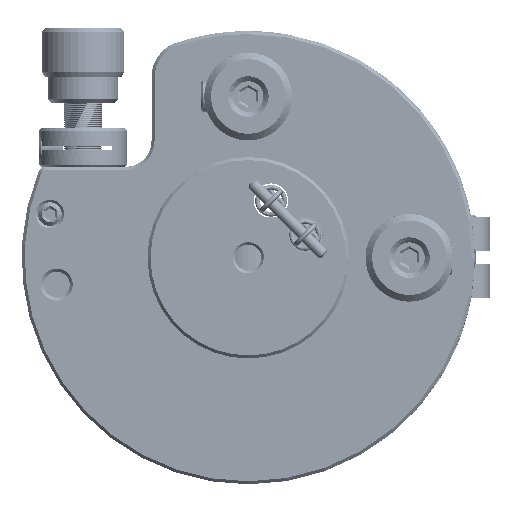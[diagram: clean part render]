
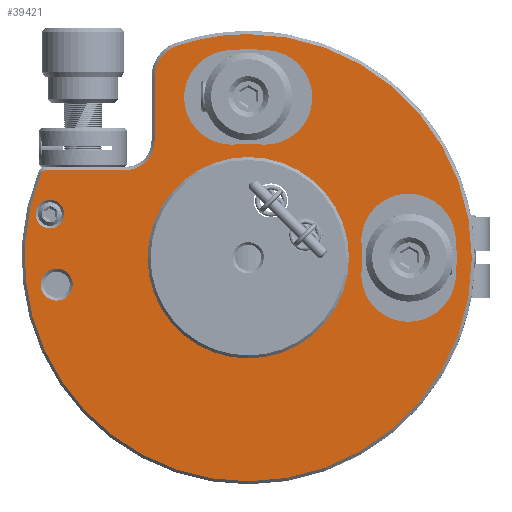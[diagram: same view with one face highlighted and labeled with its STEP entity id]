
A CAD part, front view. The second image highlights one B-rep face of the part: STEP entity #39421.
In plain terms, the highlighted planar face has unit normal (0, -1, 0).
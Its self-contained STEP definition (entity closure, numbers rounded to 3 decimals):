
#33694=CARTESIAN_POINT('',(0.,-25.4,0.));
#33695=DIRECTION('',(0.,1.,0.));
#33696=DIRECTION('',(0.,0.,-1.));
#33697=AXIS2_PLACEMENT_3D('',#33694,#33695,#33696);
#33699=CARTESIAN_POINT('',(0.,-25.4,0.));
#33700=DIRECTION('',(0.,1.,0.));
#33701=DIRECTION('',(0.,0.,1.));
#33702=AXIS2_PLACEMENT_3D('',#33699,#33700,#33701);
#33704=CARTESIAN_POINT('',(-24.147,-25.4,-3.394));
#33705=DIRECTION('',(0.,1.,0.));
#33706=DIRECTION('',(0.,0.,-1.));
#33707=AXIS2_PLACEMENT_3D('',#33704,#33705,#33706);
#33709=CARTESIAN_POINT('',(-24.147,-25.4,-3.394));
#33710=DIRECTION('',(0.,1.,0.));
#33711=DIRECTION('',(0.,0.,1.));
#33712=AXIS2_PLACEMENT_3D('',#33709,#33710,#33711);
#33714=CARTESIAN_POINT('',(20.209,-25.4,2.124));
#33715=DIRECTION('',(0.,-1.,0.));
#33716=DIRECTION('',(0.995,0.,0.105));
#33717=AXIS2_PLACEMENT_3D('',#33714,#33715,#33716);
#33719=CARTESIAN_POINT('',(0.,-25.4,0.));
#33720=DIRECTION('',(0.,-1.,0.));
#33721=DIRECTION('',(0.995,0.,-0.105));
#33722=AXIS2_PLACEMENT_3D('',#33719,#33720,#33721);
#33724=CARTESIAN_POINT('',(20.209,-25.4,
-2.124));
#33725=DIRECTION('',(0.,1.,0.));
#33726=DIRECTION('',(0.,0.,-1.));
#33727=AXIS2_PLACEMENT_3D('',#33724,#33725,#33726);
#33729=CARTESIAN_POINT('',(20.209,-25.4,
-2.124));
#33730=DIRECTION('',(0.,1.,0.));
#33731=DIRECTION('',(0.995,0.,-0.105));
#33732=AXIS2_PLACEMENT_3D('',#33729,#33730,#33731);
#33734=CARTESIAN_POINT('',(0.,-25.4,0.));
#33735=DIRECTION('',(0.,1.,0.));
#33736=DIRECTION('',(0.995,0.,0.105));
#33737=AXIS2_PLACEMENT_3D('',#33734,#33735,#33736);
#33739=CARTESIAN_POINT('',(-2.124,-25.4,
20.209));
#33740=DIRECTION('',(0.,1.,0.));
#33741=DIRECTION('',(0.,0.,-1.));
#33742=AXIS2_PLACEMENT_3D('',#33739,#33740,#33741);
#33744=CARTESIAN_POINT('',(-2.124,-25.4,
20.209));
#33745=DIRECTION('',(0.,1.,0.));
#33746=DIRECTION('',(0.105,0.,-0.995));
#33747=AXIS2_PLACEMENT_3D('',#33744,#33745,#33746);
#33749=CARTESIAN_POINT('',(0.,-25.4,0.));
#33750=DIRECTION('',(0.,1.,0.));
#33751=DIRECTION('',(-0.105,0.,0.995));
#33752=AXIS2_PLACEMENT_3D('',#33749,#33750,#33751);
#33754=CARTESIAN_POINT('',(2.124,-25.4,
20.209));
#33755=DIRECTION('',(0.,1.,0.));
#33756=DIRECTION('',(0.,0.,-1.));
#33757=AXIS2_PLACEMENT_3D('',#33754,#33755,#33756);
#33759=CARTESIAN_POINT('',(2.124,-25.4,
20.209));
#33760=DIRECTION('',(0.,1.,0.));
#33761=DIRECTION('',(0.105,0.,0.995));
#33762=AXIS2_PLACEMENT_3D('',#33759,#33760,#33761);
#33764=CARTESIAN_POINT('',(0.,-25.4,0.));
#33765=DIRECTION('',(0.,-1.,0.));
#33766=DIRECTION('',(0.105,0.,0.995));
#33767=AXIS2_PLACEMENT_3D('',#33764,#33765,#33766);
#33769=CARTESIAN_POINT('',(0.,-25.4,0.));
#33770=DIRECTION('',(0.,-1.,0.));
#33771=DIRECTION('',(-0.926,0.,0.378));
#33772=AXIS2_PLACEMENT_3D('',#33769,#33770,#33771);
#33774=CARTESIAN_POINT('',(-25.516,-25.4,10.414));
#33775=DIRECTION('',(0.,-1.,0.));
#33776=DIRECTION('',(0.,0.,1.));
#33777=AXIS2_PLACEMENT_3D('',#33774,#33775,#33776);
#33779=CARTESIAN_POINT('',(-15.494,-25.4,14.732));
#33780=DIRECTION('',(0.,1.,0.));
#33781=DIRECTION('',(1.,0.,0.));
#33782=AXIS2_PLACEMENT_3D('',#33779,#33780,#33781);
#33784=CARTESIAN_POINT('',(-7.62,-25.4,22.761));
#33785=DIRECTION('',(0.,-1.,0.));
#33786=DIRECTION('',(-0.317,0.,0.948));
#33787=AXIS2_PLACEMENT_3D('',#33784,#33785,#33786);
#33789=CARTESIAN_POINT('',(0.,-25.4,0.));
#33790=DIRECTION('',(0.,-1.,0.));
#33791=DIRECTION('',(0.,0.,1.));
#33792=AXIS2_PLACEMENT_3D('',#33789,#33790,#33791);
#33794=CARTESIAN_POINT('',(0.,-25.4,0.));
#33795=DIRECTION('',(0.,-1.,0.));
#33796=DIRECTION('',(0.,0.,-1.));
#33797=AXIS2_PLACEMENT_3D('',#33794,#33795,#33796);
#33799=CARTESIAN_POINT('',(-25.,-25.4,5.5));
#33800=DIRECTION('',(0.,1.,0.));
#33801=DIRECTION('',(-1.,0.,0.));
#33802=AXIS2_PLACEMENT_3D('',#33799,#33800,#33801);
#33804=CARTESIAN_POINT('',(-25.,-25.4,5.5));
#33805=DIRECTION('',(0.,1.,0.));
#33806=DIRECTION('',(1.,0.,0.));
#33807=AXIS2_PLACEMENT_3D('',#33804,#33805,#33806);
#36315=DIRECTION('',(1.,0.,0.));
#36316=VECTOR('',#36315,10.022);
#36317=CARTESIAN_POINT('',(-25.516,-25.4,11.049));
#36318=LINE('',#36317,#36316);
#36384=DIRECTION('',(0.,0.,1.));
#36385=VECTOR('',#36384,8.029);
#36386=CARTESIAN_POINT('',(-11.811,-25.4,14.732));
#36387=LINE('',#36386,#36385);
#38853=CARTESIAN_POINT('',(0.,-25.4,-12.7));
#38854=VERTEX_POINT('',#38853);
#38855=CARTESIAN_POINT('',(0.,-25.4,12.7));
#38856=VERTEX_POINT('',#38855);
#38857=CARTESIAN_POINT('',(-25.516,-25.4,11.049));
#38858=CARTESIAN_POINT('',(-26.104,-25.4,10.654));
#38859=VERTEX_POINT('',#38857);
#38860=VERTEX_POINT('',#38858);
#38861=CARTESIAN_POINT('',(-15.494,-25.4,11.049));
#38862=VERTEX_POINT('',#38861);
#38863=CARTESIAN_POINT('',(-11.811,-25.4,14.732));
#38864=VERTEX_POINT('',#38863);
#38865=CARTESIAN_POINT('',(-11.811,-25.4,22.761));
#38866=VERTEX_POINT('',#38865);
#38867=CARTESIAN_POINT('',(-8.95,-25.4,26.736));
#38868=VERTEX_POINT('',#38867);
#38869=CARTESIAN_POINT('',(0.,-25.4,28.194));
#38870=VERTEX_POINT('',#38869);
#38871=CARTESIAN_POINT('',(0.,-25.4,-28.194));
#38872=VERTEX_POINT('',#38871);
#38873=CARTESIAN_POINT('',(-1.501,-25.4,
14.285));
#38874=CARTESIAN_POINT('',(-2.124,-25.4,
14.252));
#38875=VERTEX_POINT('',#38873);
#38876=VERTEX_POINT('',#38874);
#38877=CARTESIAN_POINT('',(2.124,-25.4,
14.252));
#38878=CARTESIAN_POINT('',(1.501,-25.4,
14.285));
#38879=VERTEX_POINT('',#38877);
#38880=VERTEX_POINT('',#38878);
#38881=CARTESIAN_POINT('',(2.747,-25.4,
26.132));
#38882=VERTEX_POINT('',#38881);
#38883=CARTESIAN_POINT('',(-2.747,-25.4,
26.132));
#38884=VERTEX_POINT('',#38883);
#38885=CARTESIAN_POINT('',(14.285,-25.4,
-1.501));
#38886=CARTESIAN_POINT('',(14.285,-25.4,
1.501));
#38887=VERTEX_POINT('',#38885);
#38888=VERTEX_POINT('',#38886);
#38889=CARTESIAN_POINT('',(20.209,-25.4,
-8.08));
#38890=VERTEX_POINT('',#38889);
#38891=CARTESIAN_POINT('',(26.132,-25.4,
-2.747));
#38892=VERTEX_POINT('',#38891);
#38893=CARTESIAN_POINT('',(26.132,-25.4,
2.747));
#38894=VERTEX_POINT('',#38893);
#38895=CARTESIAN_POINT('',(-24.147,-25.4,-1.374));
#38896=CARTESIAN_POINT('',(-24.147,-25.4,-5.413));
#38897=VERTEX_POINT('',#38895);
#38898=VERTEX_POINT('',#38896);
#39195=CARTESIAN_POINT('',(-26.8,-25.4,5.5));
#39196=CARTESIAN_POINT('',(-23.2,-25.4,5.5));
#39197=VERTEX_POINT('',#39195);
#39198=VERTEX_POINT('',#39196);
#39355=CARTESIAN_POINT('',(0.,-25.4,0.));
#39356=DIRECTION('',(0.,1.,0.));
#39357=DIRECTION('',(0.,0.,1.));
#39358=AXIS2_PLACEMENT_3D('',#39355,#39356,#39357);
#39359=PLANE('',#39358);
#39361=ORIENTED_EDGE('',*,*,#39360,.F.);
#39363=ORIENTED_EDGE('',*,*,#39362,.F.);
#39365=ORIENTED_EDGE('',*,*,#39364,.T.);
#39367=ORIENTED_EDGE('',*,*,#39366,.F.);
#39369=ORIENTED_EDGE('',*,*,#39368,.T.);
#39371=ORIENTED_EDGE('',*,*,#39370,.F.);
#39373=ORIENTED_EDGE('',*,*,#39372,.F.);
#39375=ORIENTED_EDGE('',*,*,#39374,.F.);
#39376=EDGE_LOOP('',(#39361,#39363,#39365,#39367,#39369,#39371,#39373,#39375));
#39377=FACE_OUTER_BOUND('',#39376,.F.);
#39379=ORIENTED_EDGE('',*,*,#39378,.F.);
#39381=ORIENTED_EDGE('',*,*,#39380,.F.);
#39382=EDGE_LOOP('',(#39379,#39381));
#39383=FACE_BOUND('',#39382,.F.);
#39385=ORIENTED_EDGE('',*,*,#39384,.T.);
#39387=ORIENTED_EDGE('',*,*,#39386,.F.);
#39389=ORIENTED_EDGE('',*,*,#39388,.F.);
#39391=ORIENTED_EDGE('',*,*,#39390,.F.);
#39393=ORIENTED_EDGE('',*,*,#39392,.F.);
#39394=EDGE_LOOP('',(#39385,#39387,#39389,#39391,#39393));
#39395=FACE_BOUND('',#39394,.F.);
#39397=ORIENTED_EDGE('',*,*,#39396,.F.);
#39399=ORIENTED_EDGE('',*,*,#39398,.F.);
#39400=ORIENTED_EDGE('',*,*,#39345,.T.);
#39402=ORIENTED_EDGE('',*,*,#39401,.F.);
#39404=ORIENTED_EDGE('',*,*,#39403,.F.);
#39406=ORIENTED_EDGE('',*,*,#39405,.T.);
#39407=EDGE_LOOP('',(#39397,#39399,#39400,#39402,#39404,#39406));
#39408=FACE_BOUND('',#39407,.F.);
#39410=ORIENTED_EDGE('',*,*,#39409,.F.);
#39412=ORIENTED_EDGE('',*,*,#39411,.F.);
#39413=EDGE_LOOP('',(#39410,#39412));
#39414=FACE_BOUND('',#39413,.F.);
#39416=ORIENTED_EDGE('',*,*,#39415,.F.);
#39418=ORIENTED_EDGE('',*,*,#39417,.F.);
#39419=EDGE_LOOP('',(#39416,#39418));
#39420=FACE_BOUND('',#39419,.F.);
#39421=ADVANCED_FACE('',(#39377,#39383,#39395,#39408,#39414,#39420),#39359,.F.);
#33698=CIRCLE('',#33697,12.7);
#33703=CIRCLE('',#33702,12.7);
#33708=CIRCLE('',#33707,2.019);
#33713=CIRCLE('',#33712,2.019);
#33718=CIRCLE('',#33717,5.956);
#33723=CIRCLE('',#33722,14.364);
#33728=CIRCLE('',#33727,5.956);
#33733=CIRCLE('',#33732,5.956);
#33738=CIRCLE('',#33737,26.276);
#33743=CIRCLE('',#33742,5.956);
#33748=CIRCLE('',#33747,5.956);
#33753=CIRCLE('',#33752,14.364);
#33758=CIRCLE('',#33757,5.956);
#33763=CIRCLE('',#33762,5.956);
#33768=CIRCLE('',#33767,26.276);
#33773=CIRCLE('',#33772,28.194);
#33778=CIRCLE('',#33777,0.635);
#33783=CIRCLE('',#33782,3.683);
#33788=CIRCLE('',#33787,4.191);
#33793=CIRCLE('',#33792,28.194);
#33798=CIRCLE('',#33797,28.194);
#33803=CIRCLE('',#33802,1.8);
#33808=CIRCLE('',#33807,1.8);
#39345=EDGE_CURVE('',#38875,#38880,#33753,.T.);
#39360=EDGE_CURVE('',#38860,#38872,#33773,.T.);
#39362=EDGE_CURVE('',#38859,#38860,#33778,.T.);
#39364=EDGE_CURVE('',#38859,#38862,#36318,.T.);
#39366=EDGE_CURVE('',#38864,#38862,#33783,.T.);
#39368=EDGE_CURVE('',#38864,#38866,#36387,.T.);
#39370=EDGE_CURVE('',#38868,#38866,#33788,.T.);
#39372=EDGE_CURVE('',#38870,#38868,#33793,.T.);
#39374=EDGE_CURVE('',#38872,#38870,#33798,.T.);
#39378=EDGE_CURVE('',#38898,#38897,#33708,.T.);
#39380=EDGE_CURVE('',#38897,#38898,#33713,.T.);
#39384=EDGE_CURVE('',#38894,#38888,#33718,.T.);
#39386=EDGE_CURVE('',#38887,#38888,#33723,.T.);
#39388=EDGE_CURVE('',#38890,#38887,#33728,.T.);
#39390=EDGE_CURVE('',#38892,#38890,#33733,.T.);
#39392=EDGE_CURVE('',#38894,#38892,#33738,.T.);
#39396=EDGE_CURVE('',#38876,#38884,#33743,.T.);
#39398=EDGE_CURVE('',#38875,#38876,#33748,.T.);
#39401=EDGE_CURVE('',#38879,#38880,#33758,.T.);
#39403=EDGE_CURVE('',#38882,#38879,#33763,.T.);
#39405=EDGE_CURVE('',#38882,#38884,#33768,.T.);
#39409=EDGE_CURVE('',#38854,#38856,#33698,.T.);
#39411=EDGE_CURVE('',#38856,#38854,#33703,.T.);
#39415=EDGE_CURVE('',#39197,#39198,#33803,.T.);
#39417=EDGE_CURVE('',#39198,#39197,#33808,.T.);
